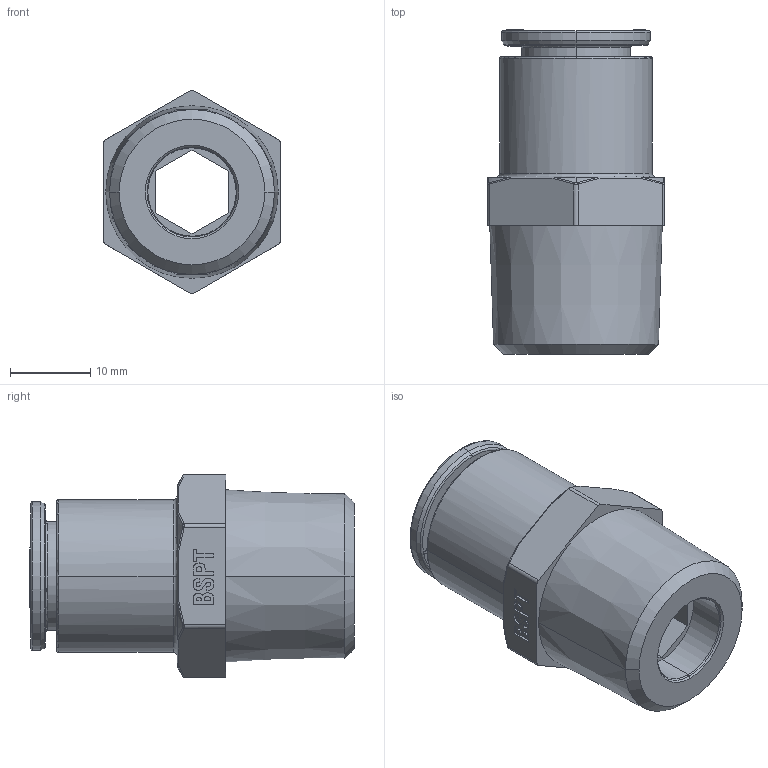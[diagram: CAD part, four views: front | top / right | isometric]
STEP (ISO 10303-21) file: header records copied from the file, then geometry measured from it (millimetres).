
FILE_DESCRIPTION(('STEP AP214'),'1');
FILE_NAME('6875_12_21.stp','2016-07-07T14:47:12',('TraceParts'),('TraceParts S.A.'),'Spatial InterOp 3D',' ',' ');
FILE_SCHEMA(('automotive_design'));
Length unit declared in the file: millimetre
Products named in the file (6): 6875 12 21|44112-17_ASM_1865#44112-17_ASM|44112-32_1861#44112-32;Solide1; 6875 12 21|44112-17_ASM_1865#44112-17_ASM|44112-30_1862#44112-30;Solide1; 6875 12 21|44112-17_ASM_1865#44112-17_ASM|44112_1863#44112;Solide1; 6875 12 21|44112-17_ASM_1865#44112-17_ASM|44112-41_1864#44112-41;Solide1; 6875 12 21|44522-20-06_1859#44522-20-06;Solide1; 6875 12 21|44112-11-10-ASM_1860#44112-11-10-ASM;Solide1
Bounding box: 22 x 40.35 x 25.25 mm (x, y, z)
Volume: 8505.6 mm3; surface area: 7870.9 mm2
Topology: 6 solids, 6 shells, 786 faces, 1991 edges, 1247 vertices
Faces by surface type: plane 293, bspline 158, cylinder 122, cone 100, torus 99, sphere 14
Entity records: 36828 total; most frequent: CARTESIAN_POINT 11750, ORIENTED_EDGE 3978, DIRECTION 3804, EDGE_CURVE 1989, AXIS2_PLACEMENT_3D 1370, VERTEX_POINT 1247, LINE 1064, VECTOR 1064
